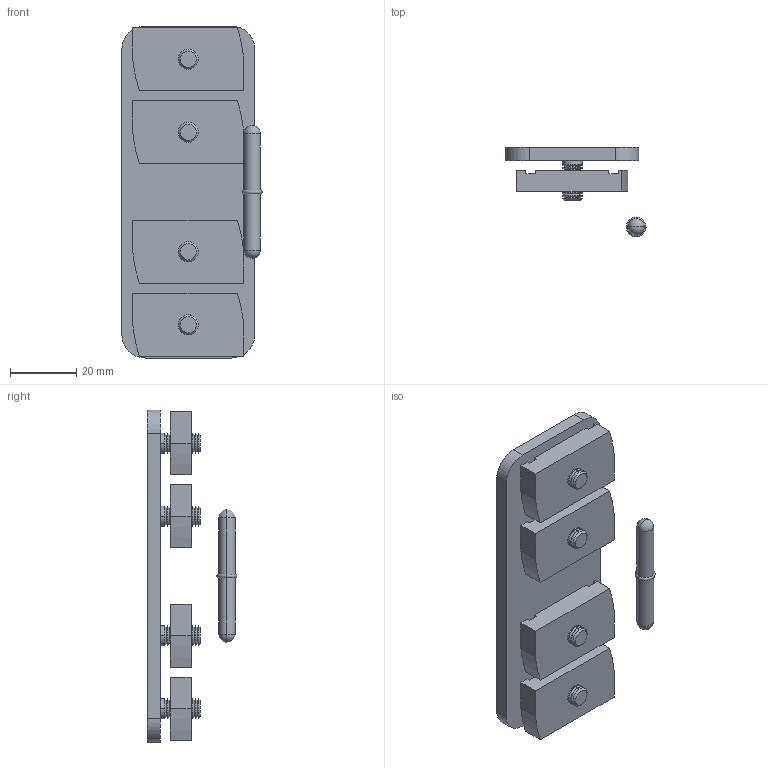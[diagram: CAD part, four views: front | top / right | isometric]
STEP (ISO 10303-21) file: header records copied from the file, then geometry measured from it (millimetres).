
FILE_DESCRIPTION (( 'STEP AP203' ), '1' );
FILE_NAME ('T81100.STEP', '2018-09-13T11:34:42', ( '' ), ( '' ), 'SwSTEP 2.0', 'SolidWorks 2016', '' );
FILE_SCHEMA (( 'CONFIG_CONTROL_DESIGN' ));
Length unit declared in the file: millimetre
Products named in the file (6): T81190; Socket Countersunk Head Screw_Doughty Fastners_ISO 10642 - M6 x 16 --- 16S; TH2809; TH1271; T81100; T81105
Assembly tree (11 placements, depth 3):
  T81100
    TH2809
    Socket Countersunk Head Screw_Doughty Fastners_ISO 10642 - M6 x 16 --- 16S  x4
    T81190  x4
    T81105
      TH1271
Bounding box: 42.23 x 27 x 100 mm (x, y, z)
Volume: 31886.1 mm3; surface area: 20064.2 mm2
Topology: 10 solids, 10 shells, 468 faces, 1194 edges, 738 vertices
Faces by surface type: cone 208, cylinder 128, plane 118, torus 10, sphere 4
Entity records: 5138 total; most frequent: DIRECTION 856, CARTESIAN_POINT 736, ORIENTED_EDGE 712, EDGE_CURVE 356, AXIS2_PLACEMENT_3D 341, VERTEX_POINT 221, CIRCLE 182, VECTOR 174
